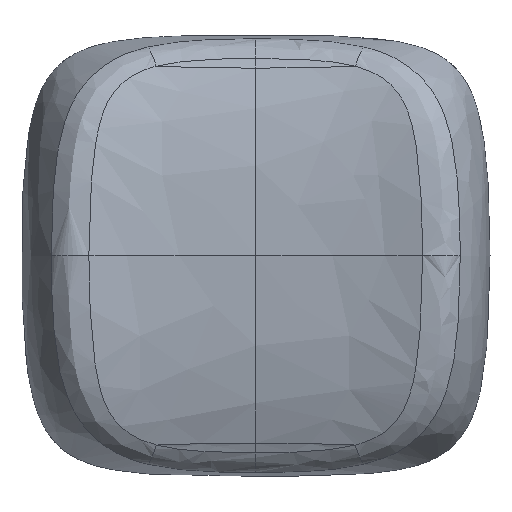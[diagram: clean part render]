
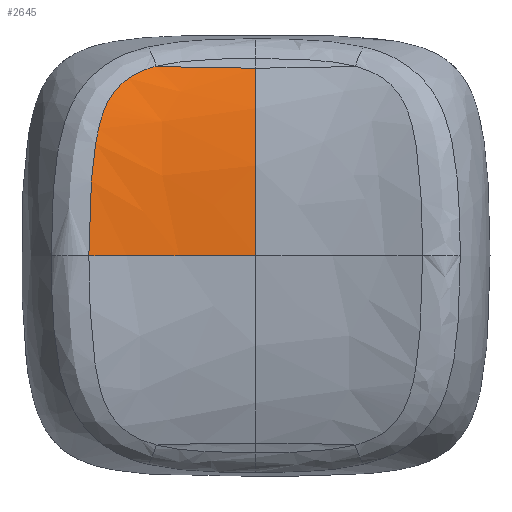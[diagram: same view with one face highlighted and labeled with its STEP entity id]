
A CAD part, top view. The second image highlights one B-rep face of the part: STEP entity #2645.
In plain terms, the highlighted free-form (B-spline) face has degree [3, 3] with [5, 5] control points.
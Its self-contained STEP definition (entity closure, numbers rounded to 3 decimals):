
#41=(
BOUNDED_CURVE()
B_SPLINE_CURVE(5,(#10461,#10462,#10463,#10464,#10465,#10466,#10467),
 .UNSPECIFIED.,.F.,.F.)
B_SPLINE_CURVE_WITH_KNOTS((6,1,6),(-1.,-0.8,-0.621),
 .UNSPECIFIED.)
CURVE()
GEOMETRIC_REPRESENTATION_ITEM()
RATIONAL_B_SPLINE_CURVE((1.,1.,1.,1.,1.,1.,1.))
REPRESENTATION_ITEM('')
);
#42=(
BOUNDED_CURVE()
B_SPLINE_CURVE(5,(#10498,#10499,#10500,#10501,#10502,#10503,#10504,#10505,
#10506,#10507),.UNSPECIFIED.,.F.,.F.)
B_SPLINE_CURVE_WITH_KNOTS((6,1,1,1,1,6),(0.183,0.2,0.4,0.6,0.8,
1.),.UNSPECIFIED.)
CURVE()
GEOMETRIC_REPRESENTATION_ITEM()
RATIONAL_B_SPLINE_CURVE((1.,1.,1.,1.,1.,1.,1.,1.,1.,1.))
REPRESENTATION_ITEM('')
);
#263=FACE_OUTER_BOUND('',#425,.T.);
#425=EDGE_LOOP('',(#2023,#2024,#2025,#2026));
#849=B_SPLINE_CURVE_WITH_KNOTS('',3,(#10218,#10219,#10220,#10221,#10222,
#10223,#10224,#10225,#10226,#10227),.UNSPECIFIED.,.F.,.F.,(4,1,1,1,1,1,
1,4),(0.,0.173,0.347,0.462,0.52,
0.578,0.693,0.809),.UNSPECIFIED.);
#856=B_SPLINE_CURVE_WITH_KNOTS('',3,(#10508,#10509,#10510,#10511,#10512),
 .UNSPECIFIED.,.F.,.F.,(4,1,4),(0.,0.571,1.),.UNSPECIFIED.);
#1109=VERTEX_POINT('',#10153);
#1110=VERTEX_POINT('',#10217);
#1115=VERTEX_POINT('',#10460);
#1116=VERTEX_POINT('',#10497);
#1456=EDGE_CURVE('',#1109,#1110,#849,.T.);
#1467=EDGE_CURVE('',#1115,#1110,#41,.T.);
#1469=EDGE_CURVE('',#1109,#1116,#42,.T.);
#1470=EDGE_CURVE('',#1116,#1115,#856,.T.);
#2023=ORIENTED_EDGE('',*,*,#1456,.F.);
#2024=ORIENTED_EDGE('',*,*,#1469,.T.);
#2025=ORIENTED_EDGE('',*,*,#1470,.T.);
#2026=ORIENTED_EDGE('',*,*,#1467,.T.);
#2523=B_SPLINE_SURFACE_WITH_KNOTS('',3,3,((#10472,#10473,#10474,#10475,
#10476),(#10477,#10478,#10479,#10480,#10481),(#10482,#10483,#10484,#10485,
#10486),(#10487,#10488,#10489,#10490,#10491),(#10492,#10493,#10494,#10495,
#10496)),.UNSPECIFIED.,.F.,.F.,.F.,(4,1,4),(4,1,4),(-1.,-0.65,
-0.183),(0.,0.571,1.),.UNSPECIFIED.);
#2645=ADVANCED_FACE('',(#263),#2523,.F.);
#10153=CARTESIAN_POINT('',(-6.23,0.,5.526));
#10217=CARTESIAN_POINT('',(-3.717,7.072,3.978));
#10218=CARTESIAN_POINT('Ctrl Pts',(-6.23,0.,
5.526));
#10219=CARTESIAN_POINT('Ctrl Pts',(-6.23,0.591,
5.526));
#10220=CARTESIAN_POINT('Ctrl Pts',(-6.207,1.779,5.5));
#10221=CARTESIAN_POINT('Ctrl Pts',(-6.104,3.386,5.358));
#10222=CARTESIAN_POINT('Ctrl Pts',(-5.922,4.593,5.126));
#10223=CARTESIAN_POINT('Ctrl Pts',(-5.701,5.359,4.905));
#10224=CARTESIAN_POINT('Ctrl Pts',(-5.384,6.07,4.642));
#10225=CARTESIAN_POINT('Ctrl Pts',(-4.733,6.729,4.274));
#10226=CARTESIAN_POINT('Ctrl Pts',(-4.062,6.978,4.062));
#10227=CARTESIAN_POINT('Ctrl Pts',(-3.717,7.072,3.978));
#10460=CARTESIAN_POINT('',(0.,7.,3.8));
#10461=CARTESIAN_POINT('Ctrl Pts',(0.,7.,
3.8));
#10462=CARTESIAN_POINT('Ctrl Pts',(-0.506,7.,
3.8));
#10463=CARTESIAN_POINT('Ctrl Pts',(-1.404,7.004,3.81));
#10464=CARTESIAN_POINT('Ctrl Pts',(-2.183,7.016,3.84));
#10465=CARTESIAN_POINT('Ctrl Pts',(-2.859,7.035,3.886));
#10466=CARTESIAN_POINT('Ctrl Pts',(-3.453,7.059,3.946));
#10467=CARTESIAN_POINT('Ctrl Pts',(-3.717,7.072,3.978));
#10472=CARTESIAN_POINT('Ctrl Pts',(0.,0.,
4.8));
#10473=CARTESIAN_POINT('Ctrl Pts',(0.,2.41,
4.8));
#10474=CARTESIAN_POINT('Ctrl Pts',(0.,4.949,
4.503));
#10475=CARTESIAN_POINT('Ctrl Pts',(0.,6.448,
4.022));
#10476=CARTESIAN_POINT('Ctrl Pts',(0.,7.,
3.8));
#10477=CARTESIAN_POINT('Ctrl Pts',(-1.477,0.,
4.8));
#10478=CARTESIAN_POINT('Ctrl Pts',(-1.477,2.41,4.8));
#10479=CARTESIAN_POINT('Ctrl Pts',(-1.477,4.949,4.503));
#10480=CARTESIAN_POINT('Ctrl Pts',(-1.477,6.448,4.022));
#10481=CARTESIAN_POINT('Ctrl Pts',(-1.477,7.,3.8));
#10482=CARTESIAN_POINT('Ctrl Pts',(-4.079,0.,
4.949));
#10483=CARTESIAN_POINT('Ctrl Pts',(-4.079,2.416,4.949));
#10484=CARTESIAN_POINT('Ctrl Pts',(-4.079,4.978,4.65));
#10485=CARTESIAN_POINT('Ctrl Pts',(-4.079,6.494,4.164));
#10486=CARTESIAN_POINT('Ctrl Pts',(-4.079,7.056,3.938));
#10487=CARTESIAN_POINT('Ctrl Pts',(-5.521,0.,
5.303));
#10488=CARTESIAN_POINT('Ctrl Pts',(-5.521,2.432,5.303));
#10489=CARTESIAN_POINT('Ctrl Pts',(-5.521,5.046,5.001));
#10490=CARTESIAN_POINT('Ctrl Pts',(-5.521,6.604,4.502));
#10491=CARTESIAN_POINT('Ctrl Pts',(-5.521,7.188,4.267));
#10492=CARTESIAN_POINT('Ctrl Pts',(-6.23,0.,
5.526));
#10493=CARTESIAN_POINT('Ctrl Pts',(-6.23,2.442,5.526));
#10494=CARTESIAN_POINT('Ctrl Pts',(-6.23,5.089,5.221));
#10495=CARTESIAN_POINT('Ctrl Pts',(-6.23,6.674,4.714));
#10496=CARTESIAN_POINT('Ctrl Pts',(-6.23,7.271,4.474));
#10497=CARTESIAN_POINT('',(0.,0.,4.8));
#10498=CARTESIAN_POINT('Ctrl Pts',(-6.23,0.,
5.526));
#10499=CARTESIAN_POINT('Ctrl Pts',(-6.215,0.,
5.522));
#10500=CARTESIAN_POINT('Ctrl Pts',(-6.016,0.,
5.46));
#10501=CARTESIAN_POINT('Ctrl Pts',(-5.617,0.,
5.344));
#10502=CARTESIAN_POINT('Ctrl Pts',(-4.967,0.,
5.182));
#10503=CARTESIAN_POINT('Ctrl Pts',(-3.961,0.,
4.995));
#10504=CARTESIAN_POINT('Ctrl Pts',(-2.674,0.,
4.864));
#10505=CARTESIAN_POINT('Ctrl Pts',(-1.452,0.,
4.812));
#10506=CARTESIAN_POINT('Ctrl Pts',(-0.506,0.,
4.8));
#10507=CARTESIAN_POINT('Ctrl Pts',(0.,0.,
4.8));
#10508=CARTESIAN_POINT('Ctrl Pts',(0.,0.,
4.8));
#10509=CARTESIAN_POINT('Ctrl Pts',(0.,2.41,
4.8));
#10510=CARTESIAN_POINT('Ctrl Pts',(0.,4.949,
4.503));
#10511=CARTESIAN_POINT('Ctrl Pts',(0.,6.448,
4.022));
#10512=CARTESIAN_POINT('Ctrl Pts',(0.,7.,
3.8));
